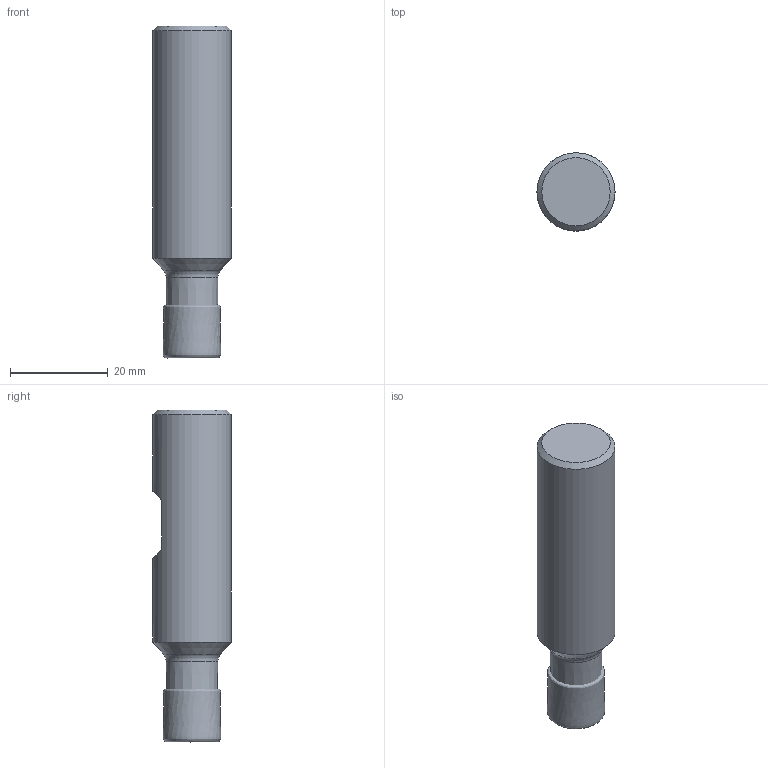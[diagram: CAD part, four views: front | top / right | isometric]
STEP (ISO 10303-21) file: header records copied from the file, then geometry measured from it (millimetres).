
FILE_DESCRIPTION(/* description */ (''),/* implementation_level */ '2;1');
FILE_NAME(/* name */ 'toolassembly_1.stp',/* time_stamp */ '2020-06-15T14:38:40+02:00',/* author */ (''),/* organization */ ('SMS'),/* preprocessor_version */ 'ST-DEVELOPER v16.7',/* originating_system */ 'SIEMENS PLM Software NX 12.0',/* authorisation */ '');
FILE_SCHEMA (('AUTOMOTIVE_DESIGN { 1 0 10303 214 3 1 1 1 }'));
Length unit declared in the file: millimetre
Products named in the file (4): CUT_20200615143721; NOCUT_20200615143707; ASSEMBLY_CONSTRUCTION; TOOLASSEMBLY_1
Assembly tree (3 placements, depth 2):
  TOOLASSEMBLY_1
    ASSEMBLY_CONSTRUCTION
    NOCUT_20200615143707
    CUT_20200615143721
Bounding box: 15.99 x 15.99 x 67.98 mm (x, y, z)
Volume: 12304.1 mm3; surface area: 4032.7 mm2
Topology: 2 solids, 2 shells, 14 faces, 27 edges, 22 vertices
Faces by surface type: plane 5, cone 4, torus 3, bspline 1, cylinder 1
Full cylindrical faces by diameter (mm): 15.995 x1
Entity records: 4976 total; most frequent: CARTESIAN_POINT 4561, DIRECTION 72, AXIS2_PLACEMENT_3D 34, ORIENTED_EDGE 30, EDGE_LOOP 22, FACE_BOUND 18, EDGE_CURVE 15, STYLED_ITEM 15
